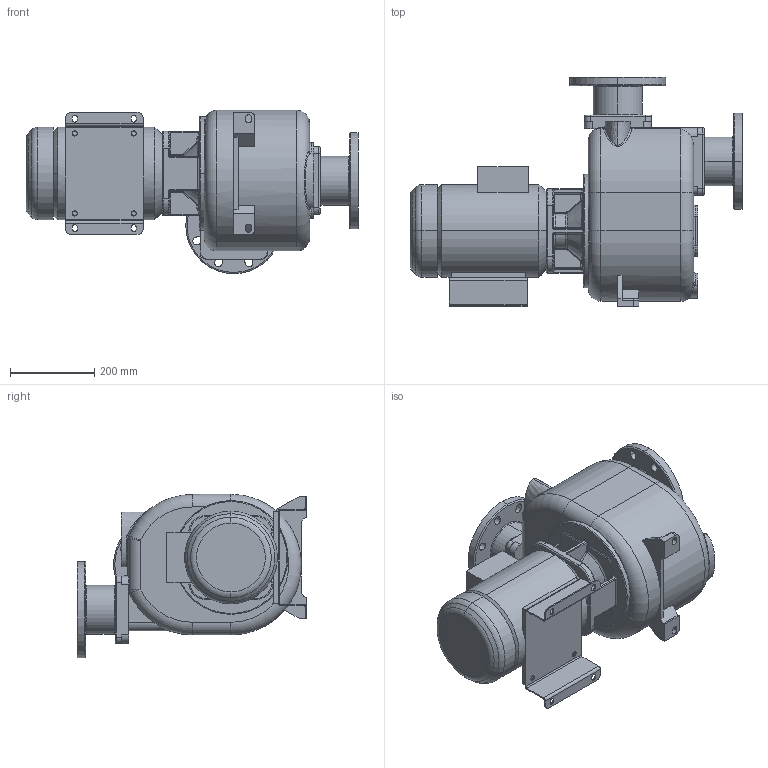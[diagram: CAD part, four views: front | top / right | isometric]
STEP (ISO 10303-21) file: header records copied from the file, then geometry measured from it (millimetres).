
FILE_DESCRIPTION((''),'2;1');
FILE_NAME('S105_T_F','2012-02-29T',('Amenduni'),(''),'PRO/ENGINEER BY PARAMETRIC TECHNOLOGY CORPORATION, 2011370','PRO/ENGINEER BY PARAMETRIC TECHNOLOGY CORPORATION, 2011370','');
FILE_SCHEMA(('CONFIG_CONTROL_DESIGN'));
Length unit declared in the file: millimetre
Products named in the file (1): S105_T_F
Bounding box: 788.5 x 545 x 388 mm (x, y, z)
Volume: 48000311.3 mm3; surface area: 1424394.6 mm2
Topology: 1 solids, 1 shells, 592 faces, 1435 edges, 856 vertices
Faces by surface type: cylinder 211, plane 156, bspline 120, torus 79, sphere 12, cone 10, extrusion 4
Entity records: 28328 total; most frequent: CARTESIAN_POINT 14899, ORIENTED_EDGE 2854, DIRECTION 2774, EDGE_CURVE 1427, AXIS2_PLACEMENT_3D 1115, VERTEX_POINT 856, EDGE_LOOP 659, CIRCLE 643
